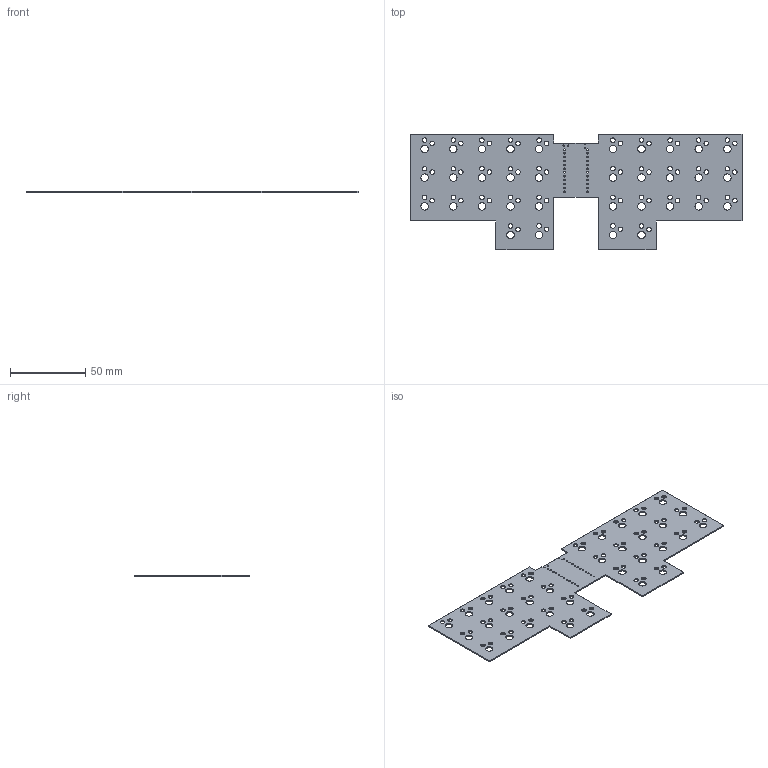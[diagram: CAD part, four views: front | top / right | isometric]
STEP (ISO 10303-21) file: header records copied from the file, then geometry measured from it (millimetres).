
FILE_DESCRIPTION(('KiCad electronic assembly'),'2;1');
FILE_NAME('fusio-v1 pcb.step','2025-04-30T22:30:39',('Pcbnew'),('Kicad') ,'Open CASCADE STEP processor 7.8','KiCad to STEP converter','Unknown' );
FILE_SCHEMA(('AUTOMOTIVE_DESIGN { 1 0 10303 214 1 1 1 1 }'));
Length unit declared in the file: millimetre
Products named in the file (4): fusio-v1 pcb 1; board_silkscreen; board_soldermask; board_PCB
Assembly tree (3 placements, depth 2):
  fusio-v1 pcb 1
    board_silkscreen
    board_soldermask
    board_PCB
Bounding box: 220.5 x 76.5 x 0.83 mm (x, y, z)
Volume: 8761.2 mm3; surface area: 50867 mm2
Topology: 1 solids, 124 shells, 271 faces, 3089 edges, 2943 vertices
Faces by surface type: plane 141, cylinder 130
Full cylindrical faces by diameter (mm): 0.75 x2, 0.9 x2, 1 x24, 3 x68, 5 x34
Entity records: 30737 total; most frequent: CARTESIAN_POINT 6307, DIRECTION 4800, ORIENTED_EDGE 3527, EDGE_CURVE 3089, VERTEX_POINT 2943, LINE 1928, VECTOR 1928, AXIS2_PLACEMENT_3D 1436
